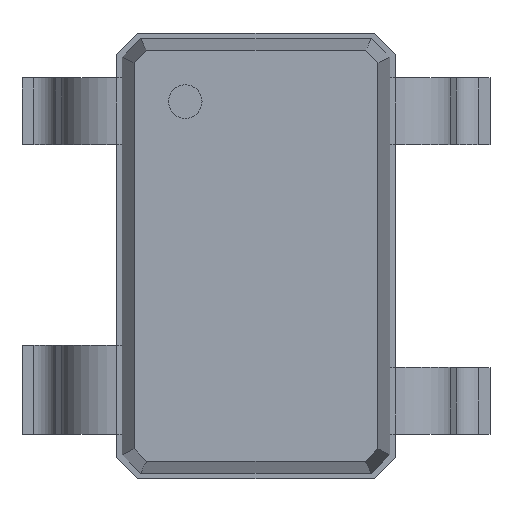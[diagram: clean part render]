
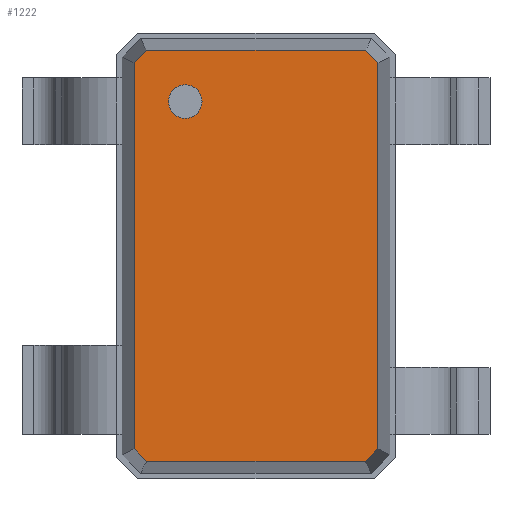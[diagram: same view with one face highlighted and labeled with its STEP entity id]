
A CAD part, top view. The second image highlights one B-rep face of the part: STEP entity #1222.
In plain terms, the highlighted planar face has unit normal (0, 0, 1).
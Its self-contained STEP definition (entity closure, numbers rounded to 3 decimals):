
#13=DIRECTION('',(0.,0.,1.));
#27=VECTOR('',#28,1.);
#28=DIRECTION('',(1.,0.,0.));
#51=VECTOR('',#52,1.);
#52=DIRECTION('',(0.707,-0.707,0.));
#58=VECTOR('',#59,1.);
#59=DIRECTION('',(0.,-1.,0.));
#65=VECTOR('',#66,1.);
#66=DIRECTION('',(-0.707,-0.707,0.));
#72=VECTOR('',#73,1.);
#73=DIRECTION('',(-1.,0.,0.));
#79=VECTOR('',#80,1.);
#80=DIRECTION('',(-0.707,0.707,0.));
#86=VECTOR('',#87,1.);
#87=DIRECTION('',(0.,1.,0.));
#91=VECTOR('',#92,1.);
#92=DIRECTION('',(0.707,0.707,0.));
#598=VERTEX_POINT('',#599);
#599=CARTESIAN_POINT('',(-0.547,0.866,1.));
#601=ORIENTED_EDGE('',*,*,#602,.F.);
#602=EDGE_CURVE('',#603,#598,#605,.T.);
#603=VERTEX_POINT('',#604);
#604=CARTESIAN_POINT('',(-0.547,-0.866,1.));
#605=LINE('',#604,#86);
#616=VERTEX_POINT('',#617);
#617=CARTESIAN_POINT('',(-0.491,0.922,1.));
#619=ORIENTED_EDGE('',*,*,#620,.F.);
#620=EDGE_CURVE('',#598,#616,#621,.T.);
#621=LINE('',#599,#91);
#630=VERTEX_POINT('',#631);
#631=CARTESIAN_POINT('',(0.491,0.922,1.));
#633=ORIENTED_EDGE('',*,*,#634,.F.);
#634=EDGE_CURVE('',#616,#630,#635,.T.);
#635=LINE('',#617,#27);
#644=VERTEX_POINT('',#645);
#645=CARTESIAN_POINT('',(0.547,0.866,1.));
#647=ORIENTED_EDGE('',*,*,#648,.F.);
#648=EDGE_CURVE('',#630,#644,#649,.T.);
#649=LINE('',#631,#51);
#674=VERTEX_POINT('',#675);
#675=CARTESIAN_POINT('',(0.547,-0.866,1.));
#677=ORIENTED_EDGE('',*,*,#678,.F.);
#678=EDGE_CURVE('',#644,#674,#679,.T.);
#679=LINE('',#645,#58);
#1222=ADVANCED_FACE('',(#1223,#1238),#1248,.T.);
#1223=FACE_BOUND('',#1224,.T.);
#1224=EDGE_LOOP('',(#633,#619,#601,#1225,#1230,#1235,#677,#647));
#1225=ORIENTED_EDGE('',*,*,#1226,.F.);
#1226=EDGE_CURVE('',#1227,#603,#1229,.T.);
#1227=VERTEX_POINT('',#1228);
#1228=CARTESIAN_POINT('',(-0.491,-0.922,1.));
#1229=LINE('',#1228,#79);
#1230=ORIENTED_EDGE('',*,*,#1231,.F.);
#1231=EDGE_CURVE('',#1232,#1227,#1234,.T.);
#1232=VERTEX_POINT('',#1233);
#1233=CARTESIAN_POINT('',(0.491,-0.922,1.));
#1234=LINE('',#1233,#72);
#1235=ORIENTED_EDGE('',*,*,#1236,.F.);
#1236=EDGE_CURVE('',#674,#1232,#1237,.T.);
#1237=LINE('',#675,#65);
#1238=FACE_BOUND('',#1239,.T.);
#1239=EDGE_LOOP('',(#1240));
#1240=ORIENTED_EDGE('',*,*,#1241,.T.);
#1241=EDGE_CURVE('',#1242,#1242,#1244,.T.);
#1242=VERTEX_POINT('',#1243);
#1243=CARTESIAN_POINT('',(-0.317,0.617,1.));
#1244=CIRCLE('',#1245,0.075);
#1245=AXIS2_PLACEMENT_3D('',#1246,#1247,#59);
#1246=CARTESIAN_POINT('',(-0.317,0.692,1.));
#1247=DIRECTION('',(0.,-0.,-1.));
#1248=PLANE('',#1249);
#1249=AXIS2_PLACEMENT_3D('',#617,#13,#1250);
#1250=DIRECTION('',(0.47,-0.883,0.));
